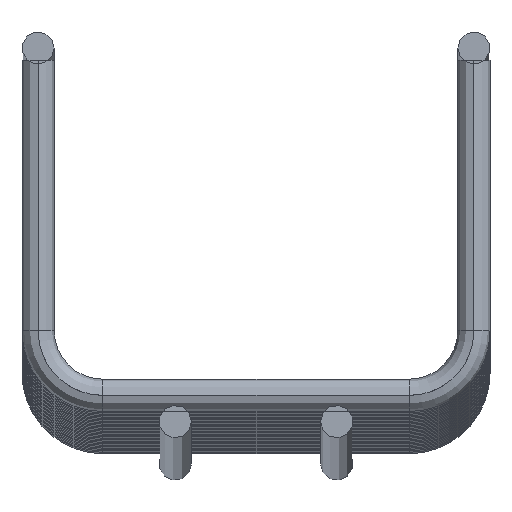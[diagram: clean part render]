
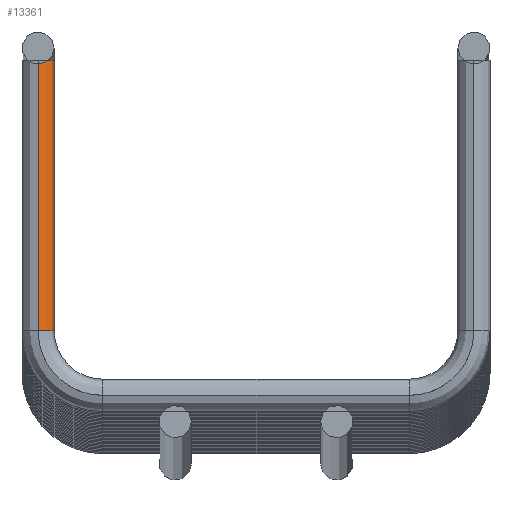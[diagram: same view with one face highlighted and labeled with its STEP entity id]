
A CAD part, top view. The second image highlights one B-rep face of the part: STEP entity #13361.
In plain terms, the highlighted cylindrical face has radius 2 mm (diameter 4 mm), a partial arc.
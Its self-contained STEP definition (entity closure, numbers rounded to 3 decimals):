
#308 = CARTESIAN_POINT ( 'NONE',  ( -27., 43.537, 0. ) ) ;
#2924 = VECTOR ( 'NONE', #11020, 1000. ) ;
#3022 = VERTEX_POINT ( 'NONE', #308 ) ;
#3254 = DIRECTION ( 'NONE',  ( 0., 1., 0. ) ) ;
#3837 = LINE ( 'NONE', #16242, #10526 ) ;
#3898 = CARTESIAN_POINT ( 'NONE',  ( -27., 10., 0. ) ) ;
#4349 = VERTEX_POINT ( 'NONE', #12307 ) ;
#4721 = ORIENTED_EDGE ( 'NONE', *, *, #15013, .F. ) ;
#4799 = VERTEX_POINT ( 'NONE', #3898 ) ;
#4897 = CARTESIAN_POINT ( 'NONE',  ( -27., 43.537, -2. ) ) ;
#6052 = CARTESIAN_POINT ( 'NONE',  ( -27., 10., -2. ) ) ;
#6081 = EDGE_CURVE ( 'NONE', #4799, #3022, #16507, .T. ) ;
#6146 = DIRECTION ( 'NONE',  ( -1., 0., 0. ) ) ;
#6214 = AXIS2_PLACEMENT_3D ( 'NONE', #4897, #3254, #6146 ) ;
#6577 = CIRCLE ( 'NONE', #7163, 2. ) ;
#6692 = CARTESIAN_POINT ( 'NONE',  ( -27., 43.537, -2. ) ) ;
#7163 = AXIS2_PLACEMENT_3D ( 'NONE', #6052, #14304, #15573 ) ;
#7224 = ORIENTED_EDGE ( 'NONE', *, *, #8237, .F. ) ;
#7397 = EDGE_CURVE ( 'NONE', #4349, #8079, #3837, .T. ) ;
#7936 = DIRECTION ( 'NONE',  ( 0., 1., 0. ) ) ;
#8079 = VERTEX_POINT ( 'NONE', #11876 ) ;
#8237 = EDGE_CURVE ( 'NONE', #3022, #8079, #17460, .T. ) ;
#9487 = EDGE_LOOP ( 'NONE', ( #16439, #7224, #16779, #4721 ) ) ;
#10526 = VECTOR ( 'NONE', #10838, 1000. ) ;
#10838 = DIRECTION ( 'NONE',  ( 0., 1., 0. ) ) ;
#11020 = DIRECTION ( 'NONE',  ( 0., 1., 0. ) ) ;
#11876 = CARTESIAN_POINT ( 'NONE',  ( -25., 43.537, -2. ) ) ;
#11969 = DIRECTION ( 'NONE',  ( 0., 0., -1. ) ) ;
#12307 = CARTESIAN_POINT ( 'NONE',  ( -25., 10., -2. ) ) ;
#12588 = AXIS2_PLACEMENT_3D ( 'NONE', #6692, #7936, #11969 ) ;
#12970 = CYLINDRICAL_SURFACE ( 'NONE', #6214, 2. ) ;
#13361 = ADVANCED_FACE ( 'NONE', ( #15591 ), #12970, .T. ) ;
#14304 = DIRECTION ( 'NONE',  ( 0., -1., 0. ) ) ;
#15013 = EDGE_CURVE ( 'NONE', #4349, #4799, #6577, .T. ) ;
#15573 = DIRECTION ( 'NONE',  ( 0., 0., -1. ) ) ;
#15591 = FACE_OUTER_BOUND ( 'NONE', #9487, .T. ) ;
#16242 = CARTESIAN_POINT ( 'NONE',  ( -25., 43.537, -2. ) ) ;
#16439 = ORIENTED_EDGE ( 'NONE', *, *, #7397, .T. ) ;
#16507 = LINE ( 'NONE', #17586, #2924 ) ;
#16779 = ORIENTED_EDGE ( 'NONE', *, *, #6081, .F. ) ;
#17460 = CIRCLE ( 'NONE', #12588, 2. ) ;
#17586 = CARTESIAN_POINT ( 'NONE',  ( -27., 43.537, 0. ) ) ;
